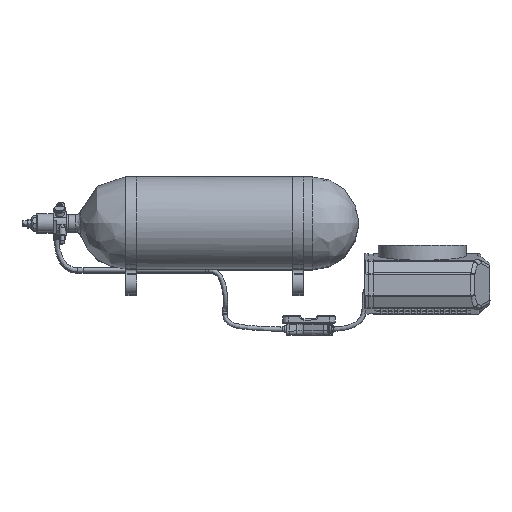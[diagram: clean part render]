
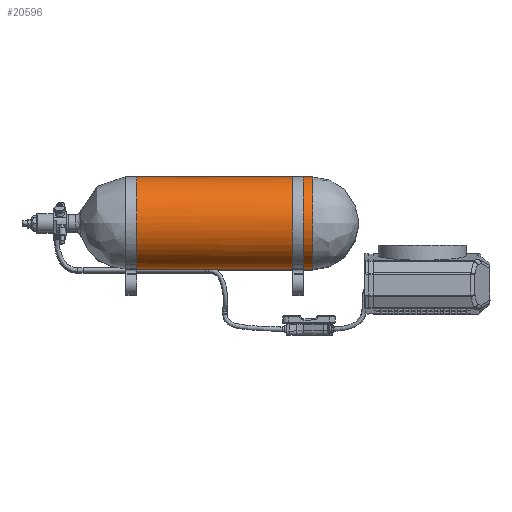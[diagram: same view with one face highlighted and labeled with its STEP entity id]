
A CAD part, top view. The second image highlights one B-rep face of the part: STEP entity #20596.
In plain terms, the highlighted free-form (B-spline) face has degree [2, 1] with [9, 2] control points.
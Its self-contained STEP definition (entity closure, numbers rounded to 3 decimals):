
#20464 = VERTEX_POINT('',#20465);
#20465 = CARTESIAN_POINT('',(86.559,0.,
    1117.536));
#20473 = EDGE_CURVE('',#20474,#20464,#20476,.T.);
#20474 = VERTEX_POINT('',#20475);
#20475 = CARTESIAN_POINT('',(86.559,-87.074,
    1030.462));
#20476 = ( BOUNDED_CURVE() B_SPLINE_CURVE(2,(#20477,#20478,#20479),
.UNSPECIFIED.,.F.,.F.) B_SPLINE_CURVE_WITH_KNOTS((3,3),(0.,
1.571),.PIECEWISE_BEZIER_KNOTS.) CURVE() 
GEOMETRIC_REPRESENTATION_ITEM() RATIONAL_B_SPLINE_CURVE((1.,
0.707,1.)) REPRESENTATION_ITEM('') );
#20477 = CARTESIAN_POINT('',(86.559,-87.074,
    1030.462));
#20478 = CARTESIAN_POINT('',(86.559,-87.074,
    1117.536));
#20479 = CARTESIAN_POINT('',(86.559,0.,
    1117.536));
#20481 = EDGE_CURVE('',#20464,#20474,#20482,.T.);
#20482 = ( BOUNDED_CURVE() B_SPLINE_CURVE(2,(#20483,#20484,#20485,#20486
,#20487),.UNSPECIFIED.,.F.,.F.) B_SPLINE_CURVE_WITH_KNOTS((3,2,3),(
    1.571,3.927,6.283),
.PIECEWISE_BEZIER_KNOTS.) CURVE() GEOMETRIC_REPRESENTATION_ITEM() 
RATIONAL_B_SPLINE_CURVE((1.,0.383,1.,0.383,1.)) 
REPRESENTATION_ITEM('') );
#20483 = CARTESIAN_POINT('',(86.559,0.,
    1117.536));
#20484 = CARTESIAN_POINT('',(86.559,210.215,
    1117.536));
#20485 = CARTESIAN_POINT('',(86.559,61.571,
    968.891));
#20486 = CARTESIAN_POINT('',(86.559,-87.074,
    820.247));
#20487 = CARTESIAN_POINT('',(86.559,-87.074,
    1030.462));
#20535 = VERTEX_POINT('',#20536);
#20536 = CARTESIAN_POINT('',(440.007,0.,
    1117.536));
#20542 = EDGE_CURVE('',#20543,#20535,#20545,.T.);
#20543 = VERTEX_POINT('',#20544);
#20544 = CARTESIAN_POINT('',(440.007,-87.074,
    1030.462));
#20545 = ( BOUNDED_CURVE() B_SPLINE_CURVE(2,(#20546,#20547,#20548,#20549
,#20550),.UNSPECIFIED.,.F.,.F.) B_SPLINE_CURVE_WITH_KNOTS((3,2,3),(0.,
2.356,4.712),.PIECEWISE_BEZIER_KNOTS.) CURVE() 
GEOMETRIC_REPRESENTATION_ITEM() RATIONAL_B_SPLINE_CURVE((1.,
0.383,1.,0.383,1.)) REPRESENTATION_ITEM('') );
#20546 = CARTESIAN_POINT('',(440.007,-87.074,
    1030.462));
#20547 = CARTESIAN_POINT('',(440.007,-87.074,
    820.247));
#20548 = CARTESIAN_POINT('',(440.007,61.571,
    968.891));
#20549 = CARTESIAN_POINT('',(440.007,210.215,
    1117.536));
#20550 = CARTESIAN_POINT('',(440.007,0.,
    1117.536));
#20552 = EDGE_CURVE('',#20535,#20543,#20553,.T.);
#20553 = ( BOUNDED_CURVE() B_SPLINE_CURVE(2,(#20554,#20555,#20556),
.UNSPECIFIED.,.F.,.F.) B_SPLINE_CURVE_WITH_KNOTS((3,3),(4.712,
6.283),.PIECEWISE_BEZIER_KNOTS.) CURVE() 
GEOMETRIC_REPRESENTATION_ITEM() RATIONAL_B_SPLINE_CURVE((1.,
0.707,1.)) REPRESENTATION_ITEM('') );
#20554 = CARTESIAN_POINT('',(440.007,0.,
    1117.536));
#20555 = CARTESIAN_POINT('',(440.007,-87.074,
    1117.536));
#20556 = CARTESIAN_POINT('',(440.007,-87.074,
    1030.462));
#20596 = ADVANCED_FACE('',(#20597),#20609,.T.);
#20597 = FACE_BOUND('',#20598,.T.);
#20598 = EDGE_LOOP('',(#20599,#20600,#20605,#20606,#20607,#20608));
#20599 = ORIENTED_EDGE('',*,*,#20542,.F.);
#20600 = ORIENTED_EDGE('',*,*,#20601,.T.);
#20601 = EDGE_CURVE('',#20543,#20474,#20602,.T.);
#20602 = B_SPLINE_CURVE_WITH_KNOTS('',1,(#20603,#20604),.UNSPECIFIED.,
  .F.,.F.,(2,2),(-171.5,171.5),.PIECEWISE_BEZIER_KNOTS.);
#20603 = CARTESIAN_POINT('',(440.007,-87.074,
    1030.462));
#20604 = CARTESIAN_POINT('',(86.559,-87.074,
    1030.462));
#20605 = ORIENTED_EDGE('',*,*,#20481,.F.);
#20606 = ORIENTED_EDGE('',*,*,#20473,.F.);
#20607 = ORIENTED_EDGE('',*,*,#20601,.F.);
#20608 = ORIENTED_EDGE('',*,*,#20552,.F.);
#20609 = ( BOUNDED_SURFACE() B_SPLINE_SURFACE(2,1,(
    (#20610,#20611)
    ,(#20612,#20613)
    ,(#20614,#20615)
    ,(#20616,#20617)
    ,(#20618,#20619)
    ,(#20620,#20621)
    ,(#20622,#20623)
    ,(#20624,#20625)
    ,(#20626,#20627
)),.UNSPECIFIED.,.T.,.F.,.F.) B_SPLINE_SURFACE_WITH_KNOTS((3,2,2,2,3),(2
    ,2),(-3.142,-2.094,0.,2.094,3.142)
,(-171.5,171.5),.UNSPECIFIED.) GEOMETRIC_REPRESENTATION_ITEM() 
RATIONAL_B_SPLINE_SURFACE((
    (0.75,0.75)
    ,(0.75,0.75)
    ,(1.,1.)
    ,(0.5,0.5)
    ,(1.,1.)
    ,(0.5,0.5)
    ,(1.,1.)
    ,(0.75,0.75)
,(0.75,0.75))) REPRESENTATION_ITEM('') SURFACE() );
#20610 = CARTESIAN_POINT('',(86.559,-87.074,
    1030.462));
#20611 = CARTESIAN_POINT('',(440.007,-87.074,
    1030.462));
#20612 = CARTESIAN_POINT('',(86.559,-87.074,
    980.19));
#20613 = CARTESIAN_POINT('',(440.007,-87.074,
    980.19));
#20614 = CARTESIAN_POINT('',(86.559,-43.537,
    955.054));
#20615 = CARTESIAN_POINT('',(440.007,-43.537,
    955.054));
#20616 = CARTESIAN_POINT('',(86.559,87.074,
    879.645));
#20617 = CARTESIAN_POINT('',(440.007,87.074,
    879.645));
#20618 = CARTESIAN_POINT('',(86.559,87.074,
    1030.462));
#20619 = CARTESIAN_POINT('',(440.007,87.074,
    1030.462));
#20620 = CARTESIAN_POINT('',(86.559,87.074,
    1181.279));
#20621 = CARTESIAN_POINT('',(440.007,87.074,
    1181.279));
#20622 = CARTESIAN_POINT('',(86.559,-43.537,
    1105.87));
#20623 = CARTESIAN_POINT('',(440.007,-43.537,
    1105.87));
#20624 = CARTESIAN_POINT('',(86.559,-87.074,
    1080.734));
#20625 = CARTESIAN_POINT('',(440.007,-87.074,
    1080.734));
#20626 = CARTESIAN_POINT('',(86.559,-87.074,
    1030.462));
#20627 = CARTESIAN_POINT('',(440.007,-87.074,
    1030.462));
